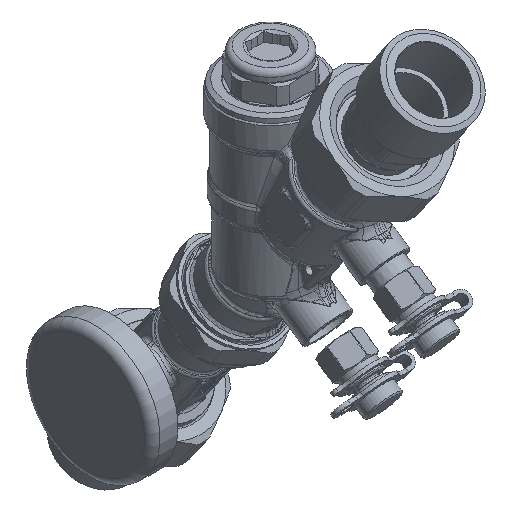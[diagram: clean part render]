
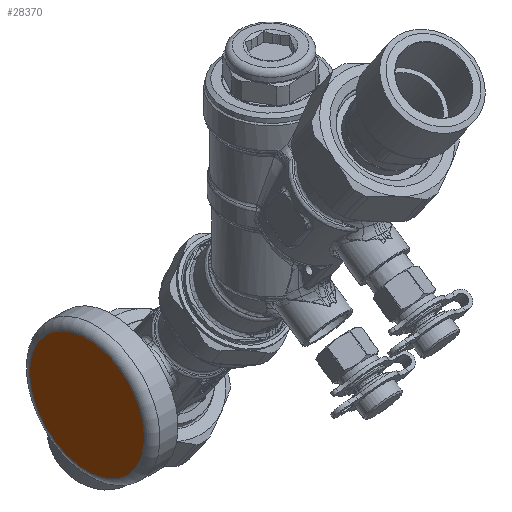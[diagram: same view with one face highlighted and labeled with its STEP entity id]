
A CAD part, isometric view. The second image highlights one B-rep face of the part: STEP entity #28370.
In plain terms, the highlighted planar face has unit normal (-1, 0, 0).
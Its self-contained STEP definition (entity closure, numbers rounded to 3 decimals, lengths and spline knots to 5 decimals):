
#3429=PLANE('',#30567);
#4887=FACE_OUTER_BOUND('',#6682,.T.);
#6682=EDGE_LOOP('',(#23325));
#8087=CIRCLE('',#30561,0.905);
#12000=VERTEX_POINT('',#157698);
#15805=EDGE_CURVE('',#12000,#12000,#8087,.T.);
#23325=ORIENTED_EDGE('',*,*,#15805,.F.);
#28370=ADVANCED_FACE('',(#4887),#3429,.T.);
#30561=AXIS2_PLACEMENT_3D('',#157699,#35337,#35338);
#30567=AXIS2_PLACEMENT_3D('',#157709,#35350,#35351);
#35337=DIRECTION('center_axis',(1.,0.,0.));
#35338=DIRECTION('ref_axis',(0.,-0.574,0.819));
#35350=DIRECTION('center_axis',(-1.,0.,0.));
#35351=DIRECTION('ref_axis',(0.,0.574,-0.819));
#157698=CARTESIAN_POINT('',(-1.4924,0.88937,-3.66992));
#157699=CARTESIAN_POINT('Origin',(-1.4924,1.40846,-4.41125));
#157709=CARTESIAN_POINT('Origin',(-1.4924,1.40846,-4.41125));
